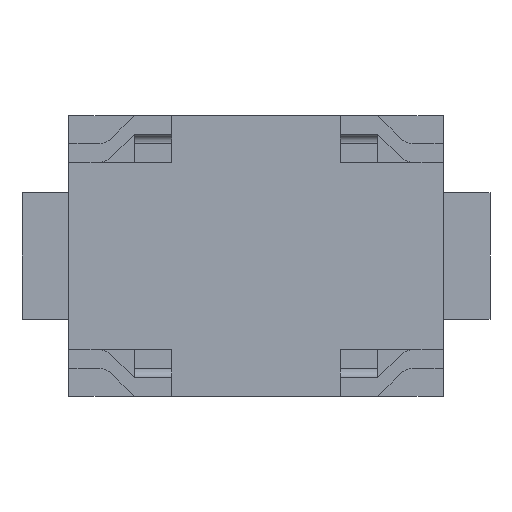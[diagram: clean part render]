
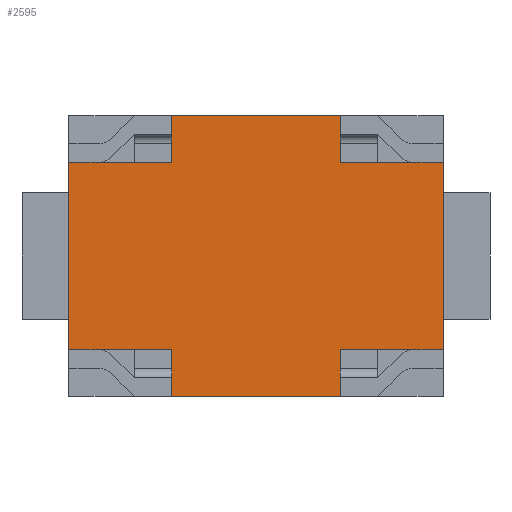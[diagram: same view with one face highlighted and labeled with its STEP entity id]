
A CAD part, front view. The second image highlights one B-rep face of the part: STEP entity #2595.
In plain terms, the highlighted planar face has unit normal (0, -1, 0).
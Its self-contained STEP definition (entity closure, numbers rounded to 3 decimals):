
#129 = VERTEX_POINT ( 'NONE', #4322 ) ;
#203 = EDGE_LOOP ( 'NONE', ( #3380, #6251, #4898, #5350, #5769, #4710, #905, #3369, #4453, #6791, #237, #3804 ) ) ;
#223 = EDGE_CURVE ( 'NONE', #4465, #2924, #6570, .T. ) ;
#235 = EDGE_CURVE ( 'NONE', #6840, #6146, #6066, .T. ) ;
#237 = ORIENTED_EDGE ( 'NONE', *, *, #2932, .F. ) ;
#267 = DIRECTION ( 'NONE',  ( -1., 0., 0. ) ) ;
#290 = VERTEX_POINT ( 'NONE', #6890 ) ;
#334 = CARTESIAN_POINT ( 'NONE',  ( 3.063, -0.644, 3. ) ) ;
#501 = VECTOR ( 'NONE', #5094, 1000. ) ;
#551 = CARTESIAN_POINT ( 'NONE',  ( 0.163, -0.644, 5. ) ) ;
#605 = EDGE_CURVE ( 'NONE', #129, #1725, #5344, .T. ) ;
#674 = VERTEX_POINT ( 'NONE', #5498 ) ;
#745 = EDGE_CURVE ( 'NONE', #674, #4465, #1882, .T. ) ;
#846 = DIRECTION ( 'NONE',  ( -1., 0., 0. ) ) ;
#905 = ORIENTED_EDGE ( 'NONE', *, *, #235, .F. ) ;
#1277 = VERTEX_POINT ( 'NONE', #3589 ) ;
#1598 = CARTESIAN_POINT ( 'NONE',  ( 1.963, -0.644, 3. ) ) ;
#1725 = VERTEX_POINT ( 'NONE', #4225 ) ;
#1875 = CARTESIAN_POINT ( 'NONE',  ( 1.963, -0.644, 5. ) ) ;
#1882 = LINE ( 'NONE', #2438, #2951 ) ;
#1954 = EDGE_CURVE ( 'NONE', #129, #4938, #5262, .T. ) ;
#1968 = CARTESIAN_POINT ( 'NONE',  ( 3.063, -0.644, 5. ) ) ;
#1974 = DIRECTION ( 'NONE',  ( 0., 1., 0. ) ) ;
#1983 = VECTOR ( 'NONE', #846, 1000. ) ;
#2095 = VECTOR ( 'NONE', #5902, 1000. ) ;
#2172 = DIRECTION ( 'NONE',  ( 0., 0., -1. ) ) ;
#2192 = CARTESIAN_POINT ( 'NONE',  ( 0.163, -0.644, 5.5 ) ) ;
#2414 = DIRECTION ( 'NONE',  ( 0., 0., -1. ) ) ;
#2438 = CARTESIAN_POINT ( 'NONE',  ( 0.163, -0.644, 5.5 ) ) ;
#2465 = LINE ( 'NONE', #6620, #5878 ) ;
#2595 = ADVANCED_FACE ( 'NONE', ( #5061 ), #3026, .F. ) ;
#2924 = VERTEX_POINT ( 'NONE', #551 ) ;
#2932 = EDGE_CURVE ( 'NONE', #1725, #5693, #6387, .T. ) ;
#2951 = VECTOR ( 'NONE', #4548, 1000. ) ;
#2974 = AXIS2_PLACEMENT_3D ( 'NONE', #6714, #1974, #5090 ) ;
#3026 = PLANE ( 'NONE',  #2974 ) ;
#3066 = DIRECTION ( 'NONE',  ( 0., 0., -1. ) ) ;
#3093 = DIRECTION ( 'NONE',  ( -1., 0., 0. ) ) ;
#3342 = CARTESIAN_POINT ( 'NONE',  ( 1.963, -0.644, 2.5 ) ) ;
#3369 = ORIENTED_EDGE ( 'NONE', *, *, #3441, .T. ) ;
#3380 = ORIENTED_EDGE ( 'NONE', *, *, #1954, .T. ) ;
#3440 = EDGE_CURVE ( 'NONE', #3501, #1277, #5125, .T. ) ;
#3441 = EDGE_CURVE ( 'NONE', #6840, #1277, #2465, .T. ) ;
#3501 = VERTEX_POINT ( 'NONE', #3342 ) ;
#3515 = CARTESIAN_POINT ( 'NONE',  ( -0.937, -0.644, 3. ) ) ;
#3560 = CARTESIAN_POINT ( 'NONE',  ( -0.937, -0.644, 5.5 ) ) ;
#3589 = CARTESIAN_POINT ( 'NONE',  ( 0.163, -0.644, 2.5 ) ) ;
#3673 = LINE ( 'NONE', #3560, #6542 ) ;
#3751 = CARTESIAN_POINT ( 'NONE',  ( 3.063, -0.644, 5.5 ) ) ;
#3804 = ORIENTED_EDGE ( 'NONE', *, *, #605, .F. ) ;
#3844 = CARTESIAN_POINT ( 'NONE',  ( 0.163, -0.644, 3. ) ) ;
#4020 = CARTESIAN_POINT ( 'NONE',  ( 1.963, -0.644, 5.5 ) ) ;
#4068 = CARTESIAN_POINT ( 'NONE',  ( 0.163, -0.644, 5.5 ) ) ;
#4225 = CARTESIAN_POINT ( 'NONE',  ( 3.063, -0.644, 3. ) ) ;
#4322 = CARTESIAN_POINT ( 'NONE',  ( 3.063, -0.644, 5. ) ) ;
#4453 = ORIENTED_EDGE ( 'NONE', *, *, #3440, .F. ) ;
#4465 = VERTEX_POINT ( 'NONE', #2192 ) ;
#4546 = CARTESIAN_POINT ( 'NONE',  ( 0.163, -0.644, 2.5 ) ) ;
#4548 = DIRECTION ( 'NONE',  ( -1., 0., 0. ) ) ;
#4616 = DIRECTION ( 'NONE',  ( 0., 0., -1. ) ) ;
#4710 = ORIENTED_EDGE ( 'NONE', *, *, #5610, .T. ) ;
#4743 = EDGE_CURVE ( 'NONE', #5693, #3501, #6768, .T. ) ;
#4809 = LINE ( 'NONE', #1968, #5465 ) ;
#4870 = DIRECTION ( 'NONE',  ( 0., 0., -1. ) ) ;
#4898 = ORIENTED_EDGE ( 'NONE', *, *, #745, .T. ) ;
#4938 = VERTEX_POINT ( 'NONE', #1875 ) ;
#5061 = FACE_OUTER_BOUND ( 'NONE', #203, .T. ) ;
#5090 = DIRECTION ( 'NONE',  ( 0., 0., 1. ) ) ;
#5094 = DIRECTION ( 'NONE',  ( 0., 0., -1. ) ) ;
#5125 = LINE ( 'NONE', #4546, #1983 ) ;
#5189 = VECTOR ( 'NONE', #3093, 1000. ) ;
#5192 = LINE ( 'NONE', #4020, #501 ) ;
#5262 = LINE ( 'NONE', #5773, #5189 ) ;
#5344 = LINE ( 'NONE', #3751, #5703 ) ;
#5350 = ORIENTED_EDGE ( 'NONE', *, *, #223, .T. ) ;
#5465 = VECTOR ( 'NONE', #6018, 1000. ) ;
#5477 = VECTOR ( 'NONE', #2414, 1000. ) ;
#5498 = CARTESIAN_POINT ( 'NONE',  ( 1.963, -0.644, 5.5 ) ) ;
#5610 = EDGE_CURVE ( 'NONE', #290, #6146, #3673, .T. ) ;
#5693 = VERTEX_POINT ( 'NONE', #1598 ) ;
#5703 = VECTOR ( 'NONE', #2172, 1000. ) ;
#5706 = EDGE_CURVE ( 'NONE', #2924, #290, #4809, .T. ) ;
#5769 = ORIENTED_EDGE ( 'NONE', *, *, #5706, .T. ) ;
#5773 = CARTESIAN_POINT ( 'NONE',  ( 3.063, -0.644, 5. ) ) ;
#5816 = VECTOR ( 'NONE', #267, 1000. ) ;
#5861 = CARTESIAN_POINT ( 'NONE',  ( 3.063, -0.644, 3. ) ) ;
#5878 = VECTOR ( 'NONE', #4616, 1000. ) ;
#5902 = DIRECTION ( 'NONE',  ( -1., 0., 0. ) ) ;
#6018 = DIRECTION ( 'NONE',  ( -1., 0., 0. ) ) ;
#6066 = LINE ( 'NONE', #334, #5816 ) ;
#6122 = EDGE_CURVE ( 'NONE', #674, #4938, #5192, .T. ) ;
#6146 = VERTEX_POINT ( 'NONE', #3515 ) ;
#6251 = ORIENTED_EDGE ( 'NONE', *, *, #6122, .F. ) ;
#6252 = CARTESIAN_POINT ( 'NONE',  ( 1.963, -0.644, 5.5 ) ) ;
#6387 = LINE ( 'NONE', #5861, #2095 ) ;
#6417 = VECTOR ( 'NONE', #4870, 1000. ) ;
#6542 = VECTOR ( 'NONE', #3066, 1000. ) ;
#6570 = LINE ( 'NONE', #4068, #5477 ) ;
#6620 = CARTESIAN_POINT ( 'NONE',  ( 0.163, -0.644, 5.5 ) ) ;
#6714 = CARTESIAN_POINT ( 'NONE',  ( 3.063, -0.644, 5.5 ) ) ;
#6768 = LINE ( 'NONE', #6252, #6417 ) ;
#6791 = ORIENTED_EDGE ( 'NONE', *, *, #4743, .F. ) ;
#6840 = VERTEX_POINT ( 'NONE', #3844 ) ;
#6890 = CARTESIAN_POINT ( 'NONE',  ( -0.937, -0.644, 5. ) ) ;
